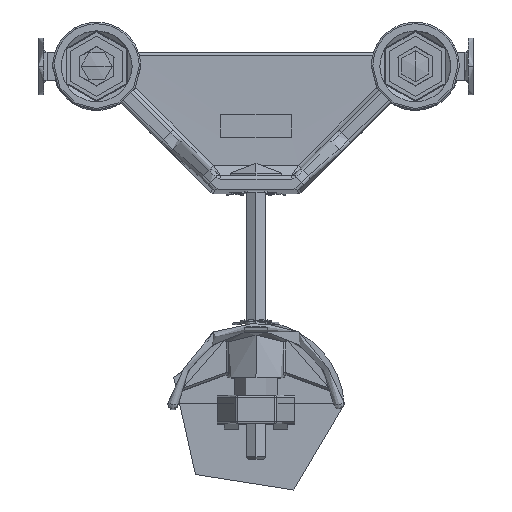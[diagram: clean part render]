
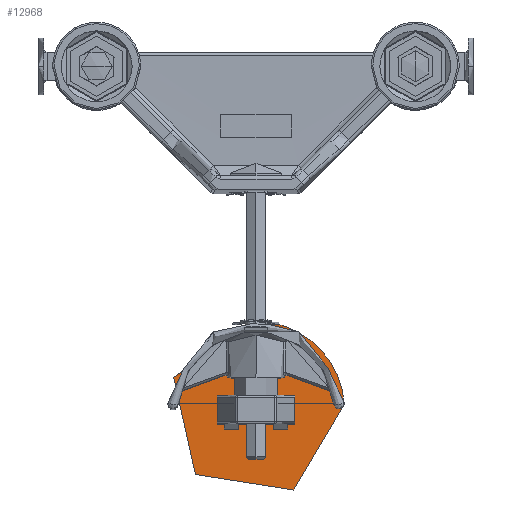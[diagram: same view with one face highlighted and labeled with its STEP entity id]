
A CAD part, top view. The second image highlights one B-rep face of the part: STEP entity #12968.
In plain terms, the highlighted face is planar.
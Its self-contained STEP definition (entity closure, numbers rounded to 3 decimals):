
#685 = VERTEX_POINT ( 'NONE', #31686 ) ;
#2971 = VECTOR ( 'NONE', #20761, 1000. ) ;
#4040 = EDGE_CURVE ( 'NONE', #19759, #685, #14399, .T. ) ;
#12947 = CARTESIAN_POINT ( 'NONE',  ( 0., -61., -38. ) ) ;
#12968 = ADVANCED_FACE ( 'NONE', ( #25978 ), #18408, .F. ) ;
#14399 = CIRCLE ( 'NONE', #44711, 25. ) ;
#17010 = DIRECTION ( 'NONE',  ( 0., 0., -1. ) ) ;
#18408 = PLANE ( 'NONE',  #24456 ) ;
#19759 = VERTEX_POINT ( 'NONE', #20247 ) ;
#20247 = CARTESIAN_POINT ( 'NONE',  ( 0., -35.957, -38. ) ) ;
#20761 = DIRECTION ( 'NONE',  ( -0.969, -0.247, 0. ) ) ;
#24456 = AXIS2_PLACEMENT_3D ( 'NONE', #51484, #45154, #52299 ) ;
#25332 = CARTESIAN_POINT ( 'NONE',  ( 1.461, -35.542, -38. ) ) ;
#25643 = DIRECTION ( 'NONE',  ( -1., 0., 0. ) ) ;
#25978 = FACE_OUTER_BOUND ( 'NONE', #40802, .T. ) ;
#29125 = ORIENTED_EDGE ( 'NONE', *, *, #49411, .F. ) ;
#31686 = CARTESIAN_POINT ( 'NONE',  ( -0.005, -36.231, -35.859 ) ) ;
#40802 = EDGE_LOOP ( 'NONE', ( #29125, #47041 ) ) ;
#44711 = AXIS2_PLACEMENT_3D ( 'NONE', #12947, #17010, #25643 ) ;
#45154 = DIRECTION ( 'NONE',  ( 0., 0., 1. ) ) ;
#47041 = ORIENTED_EDGE ( 'NONE', *, *, #4040, .F. ) ;
#49411 = EDGE_CURVE ( 'NONE', #685, #19759, #53324, .T. ) ;
#51484 = CARTESIAN_POINT ( 'NONE',  ( 0., -61., -38. ) ) ;
#52299 = DIRECTION ( 'NONE',  ( 1., 0., 0. ) ) ;
#53324 = LINE ( 'NONE', #25332, #2971 ) ;
